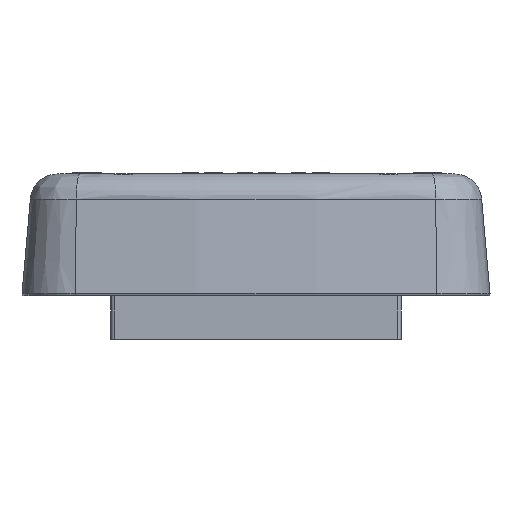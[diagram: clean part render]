
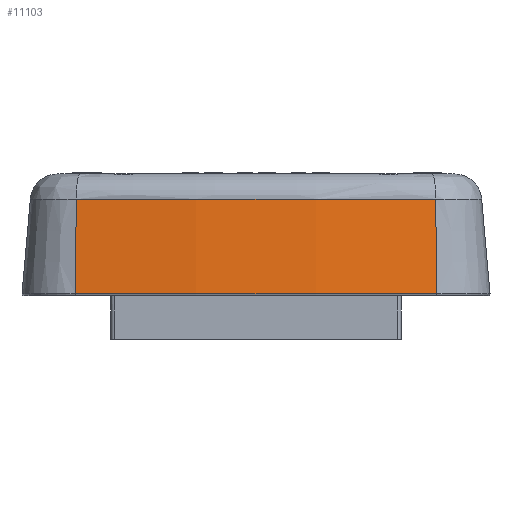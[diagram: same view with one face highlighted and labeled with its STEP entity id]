
A CAD part, left-side view. The second image highlights one B-rep face of the part: STEP entity #11103.
In plain terms, the highlighted conical face has half-angle 5 degrees and reference radius 182.518 mm.
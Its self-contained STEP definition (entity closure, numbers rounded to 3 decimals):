
#278=CONICAL_SURFACE('',#33506,182.518,5.);
#4004=LINE('',#51312,#7748);
#4005=LINE('',#51316,#7749);
#7748=VECTOR('',#41647,1.);
#7749=VECTOR('',#41652,1.);
#9471=FACE_OUTER_BOUND('',#14357,.T.);
#11103=ADVANCED_FACE('',(#9471),#278,.T.);
#14357=EDGE_LOOP('',(#23741,#23742,#23743,#23744));
#14954=CIRCLE('',#33486,182.003);
#14968=CIRCLE('',#33505,183.033);
#23741=ORIENTED_EDGE('',*,*,#31173,.F.);
#23742=ORIENTED_EDGE('',*,*,#31190,.T.);
#23743=ORIENTED_EDGE('',*,*,#31191,.F.);
#23744=ORIENTED_EDGE('',*,*,#31192,.F.);
#26773=VERTEX_POINT('',#51217);
#26774=VERTEX_POINT('',#51219);
#26782=VERTEX_POINT('',#51311);
#26783=VERTEX_POINT('',#51315);
#31173=EDGE_CURVE('',#26773,#26774,#14954,.T.);
#31190=EDGE_CURVE('',#26773,#26782,#4004,.T.);
#31191=EDGE_CURVE('',#26783,#26782,#14968,.T.);
#31192=EDGE_CURVE('',#26774,#26783,#4005,.T.);
#33486=AXIS2_PLACEMENT_3D('',#51218,#41608,#41609);
#33505=AXIS2_PLACEMENT_3D('',#51314,#41650,#41651);
#33506=AXIS2_PLACEMENT_3D('',#51317,#41653,#41654);
#41608=DIRECTION('',(0.,0.,1.));
#41609=DIRECTION('',(-0.992,0.123,0.));
#41647=DIRECTION('',(-0.086,0.011,-0.996));
#41650=DIRECTION('',(0.,0.,-1.));
#41651=DIRECTION('',(-0.992,-0.123,0.));
#41652=DIRECTION('',(-0.086,-0.011,-0.996));
#41653=DIRECTION('',(0.,0.,-1.));
#41654=DIRECTION('',(1.,0.,0.));
#51217=CARTESIAN_POINT('',(-72.382,22.297,11.396));
#51218=CARTESIAN_POINT('',(108.25,0.,11.396));
#51219=CARTESIAN_POINT('',(-72.382,-22.297,11.396));
#51311=CARTESIAN_POINT('',(-73.405,22.423,-0.383));
#51312=CARTESIAN_POINT('',(-72.382,22.297,11.396));
#51314=CARTESIAN_POINT('',(108.25,0.,-0.383));
#51315=CARTESIAN_POINT('',(-73.405,-22.423,-0.383));
#51316=CARTESIAN_POINT('',(-72.382,-22.297,11.396));
#51317=CARTESIAN_POINT('',(108.25,0.,5.507));
